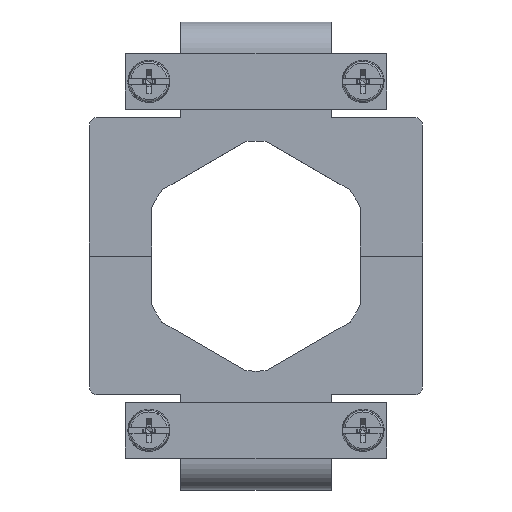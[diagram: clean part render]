
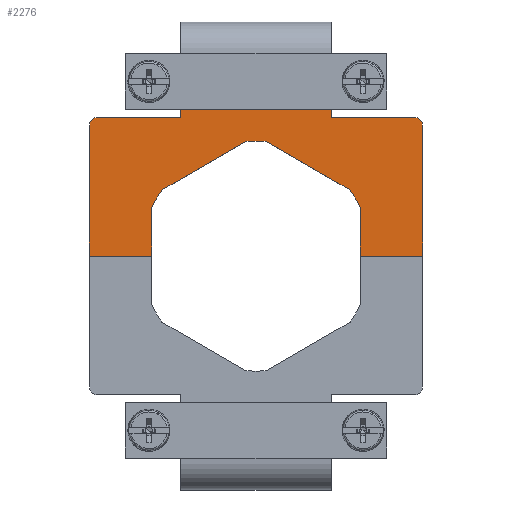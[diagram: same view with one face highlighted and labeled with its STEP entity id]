
A CAD part, top view. The second image highlights one B-rep face of the part: STEP entity #2276.
In plain terms, the highlighted planar face has unit normal (0, 0, 1).
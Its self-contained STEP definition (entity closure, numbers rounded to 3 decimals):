
#1757=AXIS2_PLACEMENT_3D('Circle Axis2P3D',#1755,#1756,$) ;
#1828=AXIS2_PLACEMENT_3D('Circle Axis2P3D',#1826,#1827,$) ;
#1859=AXIS2_PLACEMENT_3D('Circle Axis2P3D',#1857,#1858,$) ;
#2124=AXIS2_PLACEMENT_3D('Circle Axis2P3D',#2122,#2123,$) ;
#2155=AXIS2_PLACEMENT_3D('Circle Axis2P3D',#2153,#2154,$) ;
#2244=AXIS2_PLACEMENT_3D('Plane Axis2P3D',#2241,#2242,#2243) ;
#1670=CARTESIAN_POINT('Vertex',(11.5,55.,2.5)) ;
#1694=CARTESIAN_POINT('Vertex',(30.5,55.,2.5)) ;
#1738=CARTESIAN_POINT('Line Origine',(21.,55.,2.5)) ;
#1755=CARTESIAN_POINT('Axis2P3D Location',(21.,29.5,2.5)) ;
#1759=CARTESIAN_POINT('Vertex',(22.284,43.943,2.5)) ;
#1761=CARTESIAN_POINT('Vertex',(19.716,43.943,2.5)) ;
#1795=CARTESIAN_POINT('Line Origine',(14.425,40.888,2.5)) ;
#1799=CARTESIAN_POINT('Vertex',(9.134,37.833,2.5)) ;
#1826=CARTESIAN_POINT('Axis2P3D Location',(21.,29.5,2.5)) ;
#1830=CARTESIAN_POINT('Vertex',(7.85,35.61,2.5)) ;
#1857=CARTESIAN_POINT('Axis2P3D Location',(21.,29.5,2.5)) ;
#1861=CARTESIAN_POINT('Vertex',(34.15,35.61,2.5)) ;
#1863=CARTESIAN_POINT('Vertex',(32.866,37.833,2.5)) ;
#1897=CARTESIAN_POINT('Line Origine',(27.575,40.888,2.5)) ;
#1930=CARTESIAN_POINT('Vertex',(34.15,29.5,2.5)) ;
#1933=CARTESIAN_POINT('Line Origine',(34.15,32.555,2.5)) ;
#1950=CARTESIAN_POINT('Line Origine',(7.85,32.555,2.5)) ;
#1954=CARTESIAN_POINT('Vertex',(7.85,29.5,2.5)) ;
#1981=CARTESIAN_POINT('Line Origine',(11.5,51.,2.5)) ;
#1985=CARTESIAN_POINT('Vertex',(11.5,47.,2.5)) ;
#2016=CARTESIAN_POINT('Vertex',(30.5,47.,2.5)) ;
#2026=CARTESIAN_POINT('Line Origine',(30.5,51.,2.5)) ;
#2060=CARTESIAN_POINT('Line Origine',(35.75,47.,2.5)) ;
#2064=CARTESIAN_POINT('Vertex',(41.,47.,2.5)) ;
#2102=CARTESIAN_POINT('Vertex',(1.,47.,2.5)) ;
#2105=CARTESIAN_POINT('Line Origine',(6.25,47.,2.5)) ;
#2122=CARTESIAN_POINT('Axis2P3D Location',(41.,46.,2.5)) ;
#2126=CARTESIAN_POINT('Vertex',(42.,46.,2.5)) ;
#2153=CARTESIAN_POINT('Axis2P3D Location',(1.,46.,2.5)) ;
#2157=CARTESIAN_POINT('Vertex',(0.,46.,2.5)) ;
#2188=CARTESIAN_POINT('Vertex',(42.,29.5,2.5)) ;
#2198=CARTESIAN_POINT('Line Origine',(42.,37.75,2.5)) ;
#2215=CARTESIAN_POINT('Line Origine',(0.,37.75,2.5)) ;
#2219=CARTESIAN_POINT('Vertex',(0.,29.5,2.5)) ;
#2241=CARTESIAN_POINT('Axis2P3D Location',(21.,29.5,2.5)) ;
#2246=CARTESIAN_POINT('Line Origine',(38.075,29.5,2.5)) ;
#2251=CARTESIAN_POINT('Line Origine',(3.925,29.5,2.5)) ;
#1739=DIRECTION('Vector Direction',(-1.,0.,0.)) ;
#1756=DIRECTION('Axis2P3D Direction',(0.,0.,-1.)) ;
#1796=DIRECTION('Vector Direction',(0.866,0.5,0.)) ;
#1827=DIRECTION('Axis2P3D Direction',(0.,0.,-1.)) ;
#1858=DIRECTION('Axis2P3D Direction',(0.,0.,-1.)) ;
#1898=DIRECTION('Vector Direction',(0.866,-0.5,0.)) ;
#1934=DIRECTION('Vector Direction',(0.,-1.,0.)) ;
#1951=DIRECTION('Vector Direction',(0.,-1.,0.)) ;
#1982=DIRECTION('Vector Direction',(0.,1.,0.)) ;
#2027=DIRECTION('Vector Direction',(0.,-1.,0.)) ;
#2061=DIRECTION('Vector Direction',(1.,0.,0.)) ;
#2106=DIRECTION('Vector Direction',(1.,0.,0.)) ;
#2123=DIRECTION('Axis2P3D Direction',(0.,0.,-1.)) ;
#2154=DIRECTION('Axis2P3D Direction',(0.,0.,-1.)) ;
#2199=DIRECTION('Vector Direction',(0.,-1.,0.)) ;
#2216=DIRECTION('Vector Direction',(0.,1.,0.)) ;
#2242=DIRECTION('Axis2P3D Direction',(0.,0.,-1.)) ;
#2243=DIRECTION('Axis2P3D XDirection',(0.,1.,0.)) ;
#2247=DIRECTION('Vector Direction',(1.,0.,0.)) ;
#2252=DIRECTION('Vector Direction',(1.,0.,0.)) ;
#1740=VECTOR('Line Direction',#1739,1.) ;
#1797=VECTOR('Line Direction',#1796,1.) ;
#1899=VECTOR('Line Direction',#1898,1.) ;
#1935=VECTOR('Line Direction',#1934,1.) ;
#1952=VECTOR('Line Direction',#1951,1.) ;
#1983=VECTOR('Line Direction',#1982,1.) ;
#2028=VECTOR('Line Direction',#2027,1.) ;
#2062=VECTOR('Line Direction',#2061,1.) ;
#2107=VECTOR('Line Direction',#2106,1.) ;
#2200=VECTOR('Line Direction',#2199,1.) ;
#2217=VECTOR('Line Direction',#2216,1.) ;
#2248=VECTOR('Line Direction',#2247,1.) ;
#2253=VECTOR('Line Direction',#2252,1.) ;
#2257=ORIENTED_EDGE('',*,*,#1937,.T.) ;
#2258=ORIENTED_EDGE('',*,*,#2250,.T.) ;
#2259=ORIENTED_EDGE('',*,*,#2202,.F.) ;
#2260=ORIENTED_EDGE('',*,*,#2128,.T.) ;
#2261=ORIENTED_EDGE('',*,*,#2066,.F.) ;
#2262=ORIENTED_EDGE('',*,*,#2030,.F.) ;
#2263=ORIENTED_EDGE('',*,*,#1742,.T.) ;
#2264=ORIENTED_EDGE('',*,*,#1987,.F.) ;
#2265=ORIENTED_EDGE('',*,*,#2109,.F.) ;
#2266=ORIENTED_EDGE('',*,*,#2159,.T.) ;
#2267=ORIENTED_EDGE('',*,*,#2221,.F.) ;
#2268=ORIENTED_EDGE('',*,*,#2255,.T.) ;
#2269=ORIENTED_EDGE('',*,*,#1956,.F.) ;
#2270=ORIENTED_EDGE('',*,*,#1832,.F.) ;
#2271=ORIENTED_EDGE('',*,*,#1801,.F.) ;
#2272=ORIENTED_EDGE('',*,*,#1763,.F.) ;
#2273=ORIENTED_EDGE('',*,*,#1901,.F.) ;
#2274=ORIENTED_EDGE('',*,*,#1865,.F.) ;
#2276=ADVANCED_FACE('Hauptk\X2\00F6\X0\rper',(#2275),#2245,.F.) ;
#1758=CIRCLE('generated circle',#1757,14.5) ;
#1829=CIRCLE('generated circle',#1828,14.5) ;
#1860=CIRCLE('generated circle',#1859,14.5) ;
#2125=CIRCLE('generated circle',#2124,1.) ;
#2156=CIRCLE('generated circle',#2155,1.) ;
#1742=EDGE_CURVE('',#1695,#1671,#1741,.T.) ;
#1763=EDGE_CURVE('',#1760,#1762,#1758,.F.) ;
#1801=EDGE_CURVE('',#1762,#1800,#1798,.F.) ;
#1832=EDGE_CURVE('',#1800,#1831,#1829,.F.) ;
#1865=EDGE_CURVE('',#1862,#1864,#1860,.F.) ;
#1901=EDGE_CURVE('',#1864,#1760,#1900,.F.) ;
#1937=EDGE_CURVE('',#1862,#1931,#1936,.T.) ;
#1956=EDGE_CURVE('',#1831,#1955,#1953,.T.) ;
#1987=EDGE_CURVE('',#1986,#1671,#1984,.T.) ;
#2030=EDGE_CURVE('',#1695,#2017,#2029,.T.) ;
#2066=EDGE_CURVE('',#2017,#2065,#2063,.T.) ;
#2109=EDGE_CURVE('',#2103,#1986,#2108,.T.) ;
#2128=EDGE_CURVE('',#2127,#2065,#2125,.F.) ;
#2159=EDGE_CURVE('',#2103,#2158,#2156,.F.) ;
#2202=EDGE_CURVE('',#2127,#2189,#2201,.T.) ;
#2221=EDGE_CURVE('',#2220,#2158,#2218,.T.) ;
#2250=EDGE_CURVE('',#1931,#2189,#2249,.T.) ;
#2255=EDGE_CURVE('',#2220,#1955,#2254,.T.) ;
#2256=EDGE_LOOP('',(#2257,#2258,#2259,#2260,#2261,#2262,#2263,#2264,#2265,#2266,#2267,#2268,#2269,#2270,#2271,#2272,#2273,#2274)) ;
#2275=FACE_OUTER_BOUND('',#2256,.T.) ;
#1741=LINE('Line',#1738,#1740) ;
#1798=LINE('Line',#1795,#1797) ;
#1900=LINE('Line',#1897,#1899) ;
#1936=LINE('Line',#1933,#1935) ;
#1953=LINE('Line',#1950,#1952) ;
#1984=LINE('Line',#1981,#1983) ;
#2029=LINE('Line',#2026,#2028) ;
#2063=LINE('Line',#2060,#2062) ;
#2108=LINE('Line',#2105,#2107) ;
#2201=LINE('Line',#2198,#2200) ;
#2218=LINE('Line',#2215,#2217) ;
#2249=LINE('Line',#2246,#2248) ;
#2254=LINE('Line',#2251,#2253) ;
#2245=PLANE('',#2244) ;
#1671=VERTEX_POINT('',#1670) ;
#1695=VERTEX_POINT('',#1694) ;
#1760=VERTEX_POINT('',#1759) ;
#1762=VERTEX_POINT('',#1761) ;
#1800=VERTEX_POINT('',#1799) ;
#1831=VERTEX_POINT('',#1830) ;
#1862=VERTEX_POINT('',#1861) ;
#1864=VERTEX_POINT('',#1863) ;
#1931=VERTEX_POINT('',#1930) ;
#1955=VERTEX_POINT('',#1954) ;
#1986=VERTEX_POINT('',#1985) ;
#2017=VERTEX_POINT('',#2016) ;
#2065=VERTEX_POINT('',#2064) ;
#2103=VERTEX_POINT('',#2102) ;
#2127=VERTEX_POINT('',#2126) ;
#2158=VERTEX_POINT('',#2157) ;
#2189=VERTEX_POINT('',#2188) ;
#2220=VERTEX_POINT('',#2219) ;
